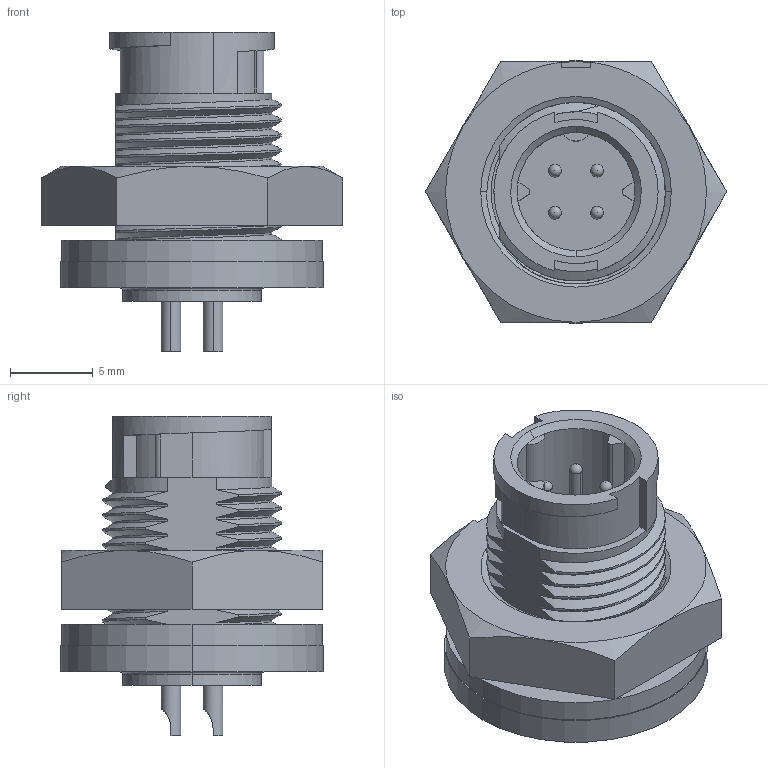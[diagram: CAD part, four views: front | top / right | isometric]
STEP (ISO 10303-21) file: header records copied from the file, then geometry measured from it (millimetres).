
FILE_DESCRIPTION (( 'STEP AP203' ), '1' );
FILE_NAME ('17882-4PG-3ES.STEP', '2014-02-03T21:21:13', ( 'J0FPBF1' ), ( '' ), 'SwSTEP 2.0', 'SolidWorks 2012', '' );
FILE_SCHEMA (( 'CONFIG_CONTROL_DESIGN' ));
Length unit declared in the file: millimetre
Products named in the file (1): 17882-4PG-3ES
Bounding box: 18.18 x 15.88 x 19.3 mm (x, y, z)
Volume: 1731.1 mm3; surface area: 2006.8 mm2
Topology: 2 solids, 2 shells, 171 faces, 460 edges, 302 vertices
Faces by surface type: cylinder 79, plane 50, bspline 24, cone 12, sphere 4, torus 2
Entity records: 16097 total; most frequent: CARTESIAN_POINT 12336, ORIENTED_EDGE 896, DIRECTION 576, EDGE_CURVE 448, VERTEX_POINT 294, AXIS2_PLACEMENT_3D 197, EDGE_LOOP 186, VECTOR 182
